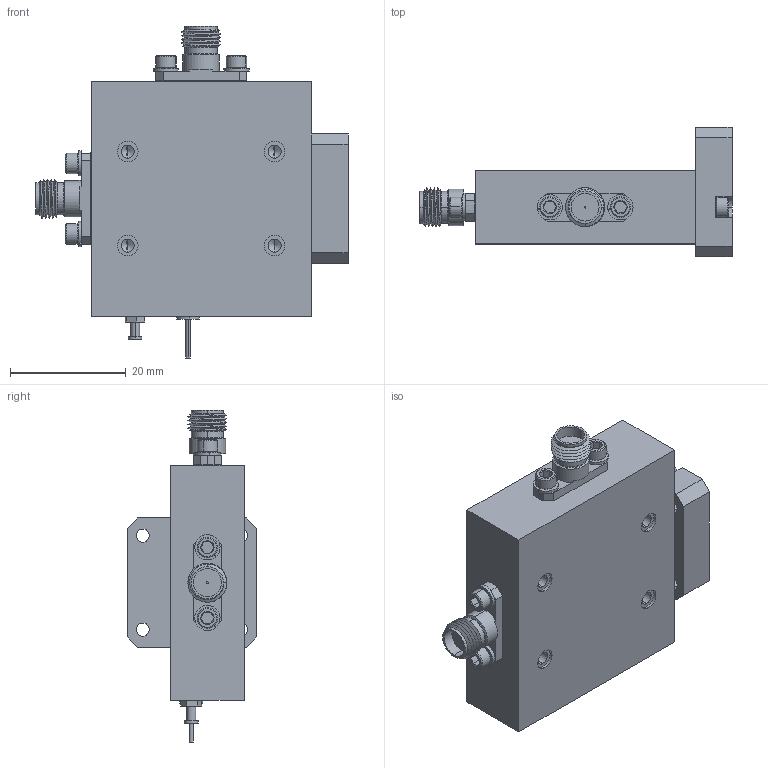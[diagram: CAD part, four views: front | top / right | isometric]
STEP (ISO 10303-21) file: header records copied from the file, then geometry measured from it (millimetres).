
FILE_DESCRIPTION (( 'STEP AP203' ), '1' );
FILE_NAME ('SSR-2430630060-42-S1.STEP', '2019-04-11T16:40:45', ( '' ), ( '' ), 'SwSTEP 2.0', 'SolidWorks 2016', '' );
FILE_SCHEMA (( 'CONFIG_CONTROL_DESIGN' ));
Length unit declared in the file: millimetre
Products named in the file (1): SSR-2430630060-42-S1
Bounding box: 53.98 x 22.35 x 57.4 mm (x, y, z)
Volume: 22763.8 mm3; surface area: 12976.3 mm2
Topology: 21 solids, 21 shells, 985 faces, 2558 edges, 1627 vertices
Faces by surface type: cylinder 535, plane 238, cone 178, bspline 30, torus 4
Entity records: 42922 total; most frequent: CARTESIAN_POINT 21194, ORIENTED_EDGE 5032, DIRECTION 4043, EDGE_CURVE 2516, VERTEX_POINT 1627, AXIS2_PLACEMENT_3D 1519, EDGE_LOOP 1075, VECTOR 1005
